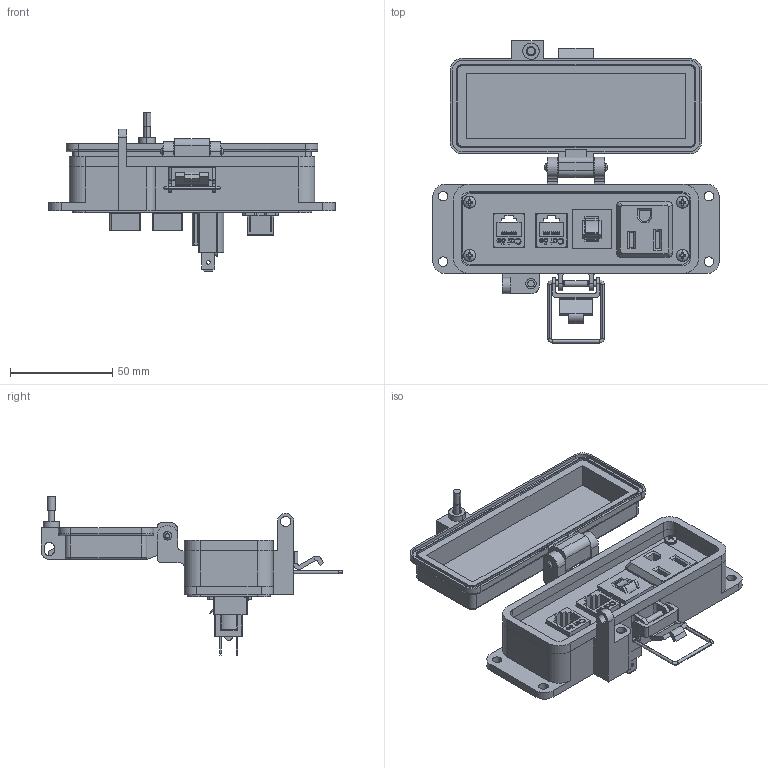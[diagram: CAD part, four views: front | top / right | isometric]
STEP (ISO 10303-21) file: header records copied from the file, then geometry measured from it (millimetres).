
FILE_DESCRIPTION (( 'STEP AP203' ), '1' );
FILE_NAME ('P-R2#2-H3R3_3D.STEP', '2021-07-15T13:39:53', ( '' ), ( '' ), 'SwSTEP 2.0', 'SolidWorks 2019', '' );
FILE_SCHEMA (( 'CONFIG_CONTROL_DESIGN' ));
Length unit declared in the file: millimetre
Products named in the file (15): R2; P-R2#2-H3R3_TP060_1; P-R2#2-H3R3_BP180_1; Z-200-OTLT-R0SQ; CBX; 92005A124_METRIC PAN HEAD PHILLIPS MACHINE SCREW_92005A124; Z-300-RJ45CAT5; P-R2#2-H3R3_FP060_1; R; P-R2#2-H3R3_3D; Z-H-H3_B; Z-000-4243316TFP; -H3; Z-CB-SM
Assembly tree (21 placements, depth 3):
  P-R2#2-H3R3_3D
    P-R2#2-H3R3_BP180_1
    P-R2#2-H3R3_TP060_1
    Z-000-4243316TFP  x4
    P-R2#2-H3R3_FP060_1
    R2
      Z-300-RJ45CAT5
    R2
      Z-300-RJ45CAT5
    R
      Z-200-OTLT-R0SQ
    CBX
      Z-CB-SM
    -H3
      Z-H-H3_B
    92005A124_METRIC PAN HEAD PHILLIPS MACHINE SCREW_92005A124  x4
Bounding box: 140 x 147.61 x 77.73 mm (x, y, z)
Volume: 117963.2 mm3; surface area: 89602.1 mm2
Topology: 23 solids, 23 shells, 2408 faces, 6760 edges, 4477 vertices
Faces by surface type: plane 1054, cylinder 923, bspline 326, cone 81, torus 16, sphere 8
Entity records: 55832 total; most frequent: CARTESIAN_POINT 20142, ORIENTED_EDGE 7746, DIRECTION 6065, EDGE_CURVE 3873, VERTEX_POINT 2564, VECTOR 2459, LINE 2459, AXIS2_PLACEMENT_3D 1803
